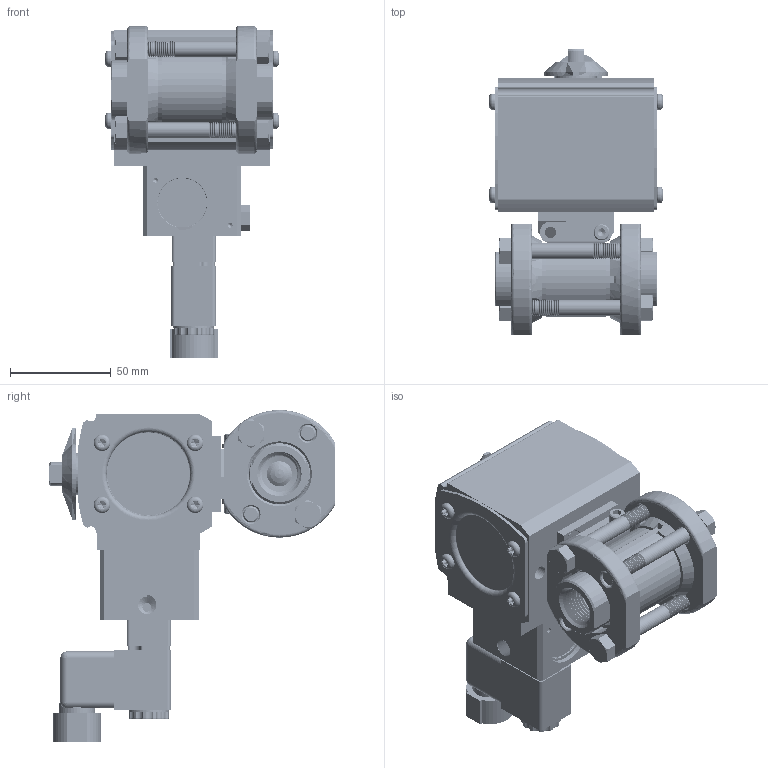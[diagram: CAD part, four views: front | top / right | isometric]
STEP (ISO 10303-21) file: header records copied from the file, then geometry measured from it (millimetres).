
FILE_DESCRIPTION (( 'STEP AP203' ), '1' );
FILE_NAME ('25XXSESA512D4GPDC.step', '2018-09-04T19:29:39', ( '' ), ( '' ), 'SwSTEP 2.0', 'SolidWorks 2018', '' );
FILE_SCHEMA (( 'CONFIG_CONTROL_DESIGN' ));
Products named in the file (1): 25XXSESA512D4GPDC
Bounding box: 86.49 x 142.33 x 165.15 mm (x, y, z)
Volume: 444532.5 mm3; surface area: 171416.6 mm2
Topology: 49 solids, 49 shells, 4037 faces, 10847 edges, 6910 vertices
Faces by surface type: cylinder 1830, cone 1197, plane 655, torus 181, bspline 168, sphere 6
Entity records: 200244 total; most frequent: CARTESIAN_POINT 103045, ORIENTED_EDGE 21350, DIRECTION 19991, EDGE_CURVE 10675, AXIS2_PLACEMENT_3D 8037, VERTEX_POINT 6906, EDGE_LOOP 4349, CIRCLE 4167
